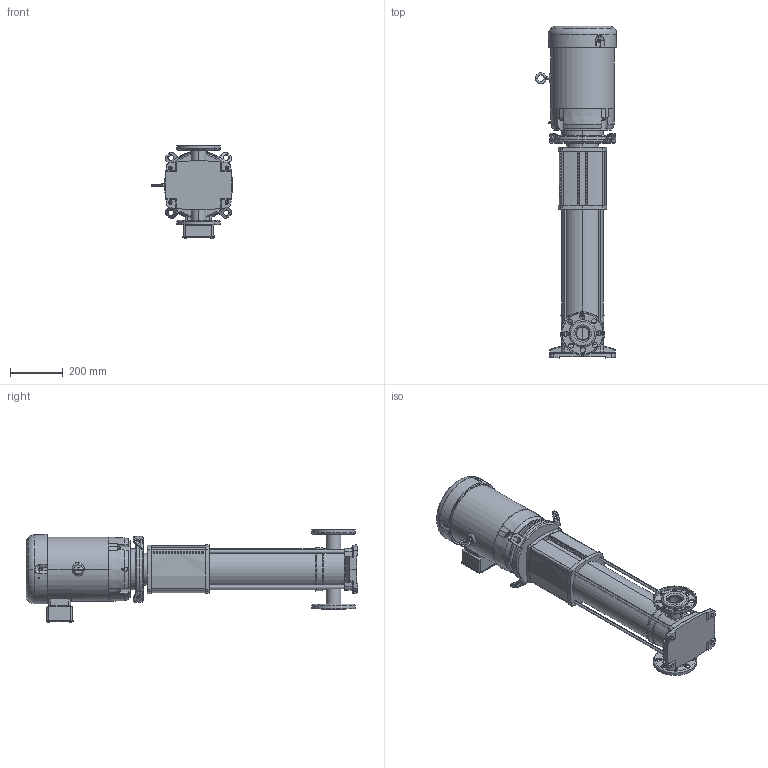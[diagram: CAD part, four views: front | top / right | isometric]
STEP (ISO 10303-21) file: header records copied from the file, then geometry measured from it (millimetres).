
FILE_DESCRIPTION (( 'STEP AP203' ), '1' );
FILE_NAME ('HELIX V50-10_460V.step', '2017-10-26T18:17:52', ( '' ), ( '' ), 'SwSTEP 2.0', 'SolidWorks 2017', '' );
FILE_SCHEMA (( 'CONFIG_CONTROL_DESIGN' ));
Length unit declared in the file: inch
Products named in the file (5): ANSI Flange 2 IN; BALDOR NEMA V2 10HP; Helix Base 50-80; HELIX V50-10_460V; HELIX V50-10
Assembly tree (5 placements, depth 2):
  HELIX V50-10_460V
    HELIX V50-10
    BALDOR NEMA V2 10HP
    ANSI Flange 2 IN  x2
    Helix Base 50-80
Bounding box: 307.74 x 1258.38 x 353.07 mm (x, y, z)
Volume: 34601626.5 mm3; surface area: 2104847.2 mm2
Topology: 15 solids, 15 shells, 1856 faces, 4984 edges, 3217 vertices
Faces by surface type: plane 937, cylinder 382, cone 206, bspline 126, sphere 113, torus 92
Entity records: 77233 total; most frequent: CARTESIAN_POINT 33517, ORIENTED_EDGE 9706, DIRECTION 7782, EDGE_CURVE 4853, VERTEX_POINT 3143, AXIS2_PLACEMENT_3D 2687, VECTOR 2408, LINE 2408
